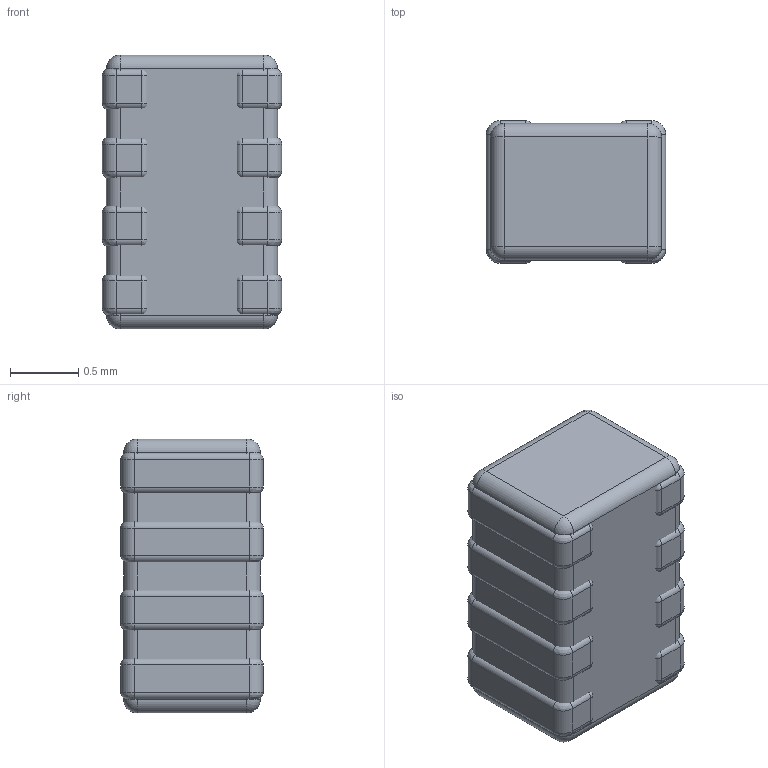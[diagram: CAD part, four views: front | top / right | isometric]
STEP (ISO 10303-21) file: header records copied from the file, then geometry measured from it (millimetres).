
FILE_DESCRIPTION(/* description */ (''),/* implementation_level */ '2;1');
FILE_NAME(/* name */ 'idc.stp',/* time_stamp */ '2021-05-03T21:00:04+02:00',/* author */ ('Christian'),/* organization */ (''),/* preprocessor_version */ 'ST-DEVELOPER v18.1',/* originating_system */ 'Autodesk Inventor 2022',/* authorisation */ '');
FILE_SCHEMA (('AUTOMOTIVE_DESIGN { 1 0 10303 214 3 1 1 }'));
Length unit declared in the file: millimetre
Products named in the file (1): Bauteil1
Bounding box: 1.31 x 1.04 x 2 mm (x, y, z)
Surface area: 21.7 mm2
Topology: 9 solids, 9 shells, 234 faces, 464 edges, 248 vertices
Faces by surface type: cylinder 108, plane 54, sphere 40, bspline 32
Entity records: 6083 total; most frequent: CARTESIAN_POINT 1203, DIRECTION 1118, ORIENTED_EDGE 928, EDGE_CURVE 464, AXIS2_PLACEMENT_3D 451, CIRCLE 248, VERTEX_POINT 248, FACE_OUTER_BOUND 234
